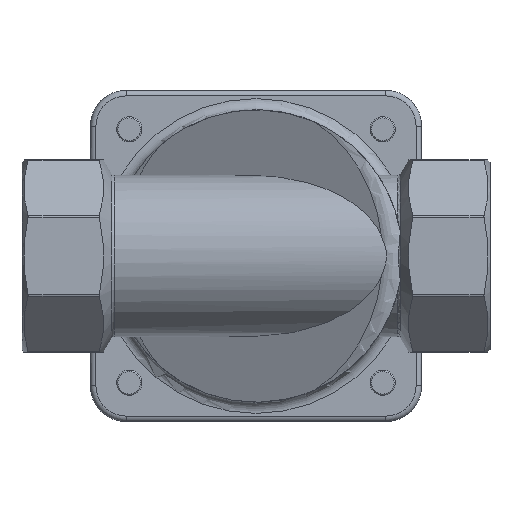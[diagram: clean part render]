
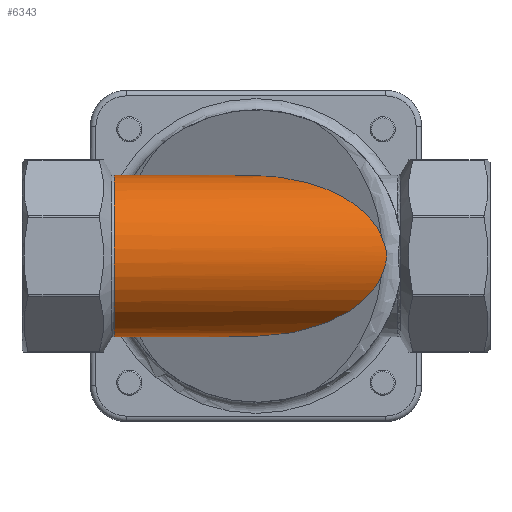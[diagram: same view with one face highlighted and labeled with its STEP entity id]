
A CAD part, front view. The second image highlights one B-rep face of the part: STEP entity #6343.
In plain terms, the highlighted cylindrical face has radius 28.95 mm (diameter 57.9 mm), a partial arc.
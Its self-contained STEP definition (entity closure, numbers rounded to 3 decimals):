
#705=CARTESIAN_POINT('',(45.014,-28.047,7.174));
#706=VERTEX_POINT('',#705);
#707=CARTESIAN_POINT('',(45.014,-28.047,-7.174));
#708=VERTEX_POINT('',#707);
#709=CARTESIAN_POINT('',(45.014,-28.047,7.174));
#710=CARTESIAN_POINT('',(45.254,-28.191,6.61));
#711=CARTESIAN_POINT('',(45.475,-28.313,6.062));
#712=CARTESIAN_POINT('',(46.068,-28.623,4.474));
#713=CARTESIAN_POINT('',(46.428,-28.778,3.35));
#714=CARTESIAN_POINT('',(46.731,-28.898,1.788));
#715=CARTESIAN_POINT('',(46.795,-28.922,1.348));
#716=CARTESIAN_POINT('',(46.852,-28.943,0.67));
#717=CARTESIAN_POINT('',(46.864,-28.948,0.438));
#718=CARTESIAN_POINT('',(46.872,-28.951,0.001));
#719=CARTESIAN_POINT('',(46.87,-28.95,-0.202));
#720=CARTESIAN_POINT('',(46.853,-28.943,-0.668));
#721=CARTESIAN_POINT('',(46.833,-28.936,-0.929));
#722=CARTESIAN_POINT('',(46.74,-28.901,-1.782));
#723=CARTESIAN_POINT('',(46.63,-28.859,-2.365));
#724=CARTESIAN_POINT('',(46.171,-28.667,-4.245));
#725=CARTESIAN_POINT('',(45.653,-28.431,-5.672));
#726=CARTESIAN_POINT('',(45.014,-28.047,-7.174));
#727=B_SPLINE_CURVE_WITH_KNOTS('',3,(#709,#710,#711,#712,#713,#714,#715,#716,#717,#718,#719,#720,#721,#722,#723,#724,#725,#726),.UNSPECIFIED.,.F.,.U.,(4,2,2,2,2,2,2,2,4),(-12.975,-12.732,-12.246,-12.057,-11.958,-11.872,-11.761,-11.508,-10.932),.UNSPECIFIED.);
#728=EDGE_CURVE('',#706,#708,#727,.T.);
#3124=CARTESIAN_POINT('',(-1.664,0.0,-28.95));
#3125=VERTEX_POINT('',#3124);
#3132=CARTESIAN_POINT('',(-50.239,0.0,-28.95));
#3133=VERTEX_POINT('',#3132);
#3134=CARTESIAN_POINT('',(-1.664,0.0,-28.95));
#3135=DIRECTION('',(-1.0,0.0,0.0));
#3136=VECTOR('',#3135,48.575);
#3137=LINE('',#3134,#3136);
#3138=EDGE_CURVE('',#3125,#3133,#3137,.T.);
#3319=CARTESIAN_POINT('',(-50.239,0.0,28.95));
#3320=VERTEX_POINT('',#3319);
#3355=CARTESIAN_POINT('',(-50.923,1.846,28.891));
#3356=VERTEX_POINT('',#3355);
#3368=CARTESIAN_POINT('',(-50.923,1.846,28.891));
#3369=CARTESIAN_POINT('',(-50.81,1.539,28.911));
#3370=CARTESIAN_POINT('',(-50.696,1.232,28.925));
#3371=CARTESIAN_POINT('',(-50.582,0.924,28.935));
#3372=CARTESIAN_POINT('',(-50.468,0.616,28.945));
#3373=CARTESIAN_POINT('',(-50.353,0.307,28.95));
#3374=CARTESIAN_POINT('',(-50.239,0.0,28.95));
#3375=B_SPLINE_CURVE_WITH_KNOTS('',3,(#3368,#3369,#3370,#3371,#3372,#3373,#3374),.UNSPECIFIED.,.F.,.U.,(4,3,4),(0.005,0.006,0.007),.UNSPECIFIED.);
#3376=EDGE_CURVE('',#3356,#3320,#3375,.T.);
#3396=CARTESIAN_POINT('',(-50.923,1.846,-28.891));
#3397=VERTEX_POINT('',#3396);
#3409=CARTESIAN_POINT('',(-50.923,0.0,0.0));
#3410=DIRECTION('',(-1.0,0.0,0.0));
#3411=DIRECTION('',(0.0,0.0,1.0));
#3412=AXIS2_PLACEMENT_3D('',#3409,#3410,#3411);
#3413=CIRCLE('',#3412,28.95);
#3414=EDGE_CURVE('',#3397,#3356,#3413,.T.);
#6138=CARTESIAN_POINT('',(-1.664,0.0,28.95));
#6139=VERTEX_POINT('',#6138);
#6146=CARTESIAN_POINT('',(-1.664,0.0,0.0));
#6147=DIRECTION('',(-0.515,-0.857,0.0));
#6148=DIRECTION('',(-0.857,0.515,0.0));
#6149=AXIS2_PLACEMENT_3D('',#6146,#6147,#6148);
#6150=ELLIPSE('',#6149,56.209,28.95);
#6151=EDGE_CURVE('',#6139,#706,#6150,.F.);
#6169=CARTESIAN_POINT('',(-1.664,0.0,0.0));
#6170=DIRECTION('',(-0.515,-0.857,0.0));
#6171=DIRECTION('',(-0.857,0.515,0.0));
#6172=AXIS2_PLACEMENT_3D('',#6169,#6170,#6171);
#6173=ELLIPSE('',#6172,56.209,28.95);
#6174=EDGE_CURVE('',#708,#3125,#6173,.F.);
#6314=CARTESIAN_POINT('',(-59.5,0.0,0.0));
#6315=DIRECTION('',(1.0,0.0,0.0));
#6316=DIRECTION('',(0.0,0.0,1.0));
#6317=AXIS2_PLACEMENT_3D('',#6314,#6315,#6316);
#6318=CYLINDRICAL_SURFACE('',#6317,28.95);
#6319=CARTESIAN_POINT('',(-50.923,1.846,-28.891));
#6320=CARTESIAN_POINT('',(-50.81,1.539,-28.911));
#6321=CARTESIAN_POINT('',(-50.696,1.232,-28.925));
#6322=CARTESIAN_POINT('',(-50.582,0.924,-28.935));
#6323=CARTESIAN_POINT('',(-50.468,0.616,-28.945));
#6324=CARTESIAN_POINT('',(-50.353,0.307,-28.95));
#6325=CARTESIAN_POINT('',(-50.239,0.0,-28.95));
#6326=B_SPLINE_CURVE_WITH_KNOTS('',3,(#6319,#6320,#6321,#6322,#6323,#6324,#6325),.UNSPECIFIED.,.F.,.U.,(4,3,4),(0.005,0.006,0.007),.UNSPECIFIED.);
#6327=EDGE_CURVE('',#3133,#3397,#6326,.F.);
#6328=ORIENTED_EDGE('',*,*,#6327,.F.);
#6329=ORIENTED_EDGE('',*,*,#3138,.F.);
#6330=ORIENTED_EDGE('',*,*,#6174,.F.);
#6331=ORIENTED_EDGE('',*,*,#728,.F.);
#6332=ORIENTED_EDGE('',*,*,#6151,.F.);
#6333=CARTESIAN_POINT('',(-50.239,0.0,28.95));
#6334=DIRECTION('',(1.0,0.0,0.0));
#6335=VECTOR('',#6334,48.575);
#6336=LINE('',#6333,#6335);
#6337=EDGE_CURVE('',#3320,#6139,#6336,.T.);
#6338=ORIENTED_EDGE('',*,*,#6337,.F.);
#6339=ORIENTED_EDGE('',*,*,#3376,.F.);
#6340=ORIENTED_EDGE('',*,*,#3414,.F.);
#6341=EDGE_LOOP('',(#6328,#6329,#6330,#6331,#6332,#6338,#6339,#6340));
#6342=FACE_OUTER_BOUND('',#6341,.T.);
#6343=ADVANCED_FACE('',(#6342),#6318,.T.);
